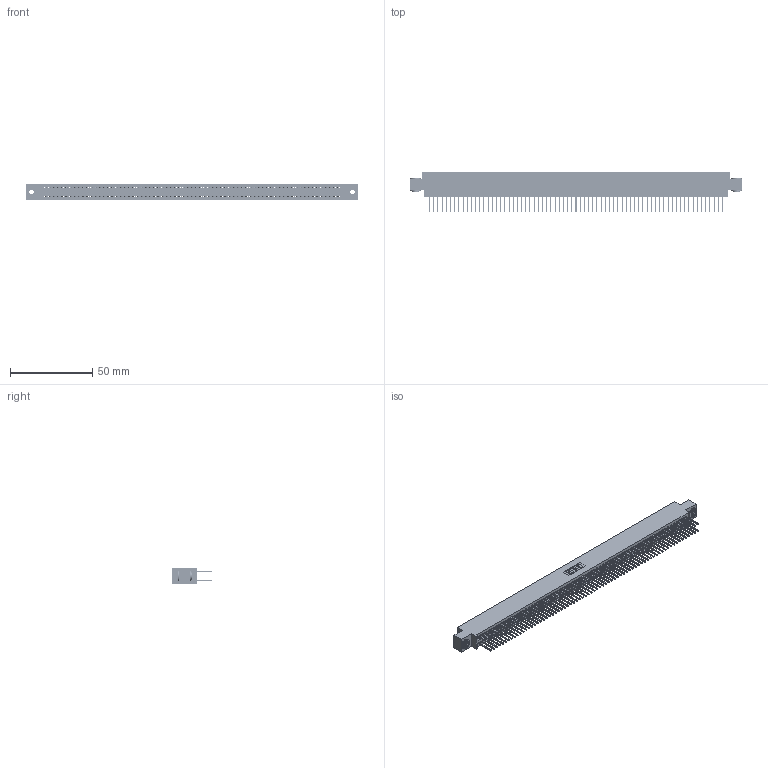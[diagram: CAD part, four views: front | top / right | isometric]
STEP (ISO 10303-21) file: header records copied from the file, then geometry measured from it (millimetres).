
FILE_DESCRIPTION (( 'STEP AP203' ), '1' );
FILE_NAME ('345-142-523-803.STEP', '2019-11-09T01:45:48', ( '' ), ( '' ), 'SwSTEP 2.0', 'SolidWorks 2016', '' );
FILE_SCHEMA (( 'CONFIG_CONTROL_DESIGN' ));
Length unit declared in the file: inch
Products named in the file (4): 345 Part_0.170 Offset - 0.156 Dia-TH; 345-292-001_345-293-123; 345-142-523-803; 345-250-002_345-250-002-102
Assembly tree (145 placements, depth 2):
  345-142-523-803
    345 Part_0.170 Offset - 0.156 Dia-TH
    345-292-001_345-293-123  x142
    345-250-002_345-250-002-102  x2
Bounding box: 201.55 x 24.82 x 9.4 mm (x, y, z)
Volume: 20045 mm3; surface area: 31845.4 mm2
Topology: 145 solids, 145 shells, 7268 faces, 21587 edges, 14198 vertices
Faces by surface type: plane 4780, cylinder 2480, cone 8
Entity records: 52604 total; most frequent: CARTESIAN_POINT 8767, ORIENTED_EDGE 8694, DIRECTION 7725, EDGE_CURVE 4347, VECTOR 3907, LINE 3907, VERTEX_POINT 2894, AXIS2_PLACEMENT_3D 1909
